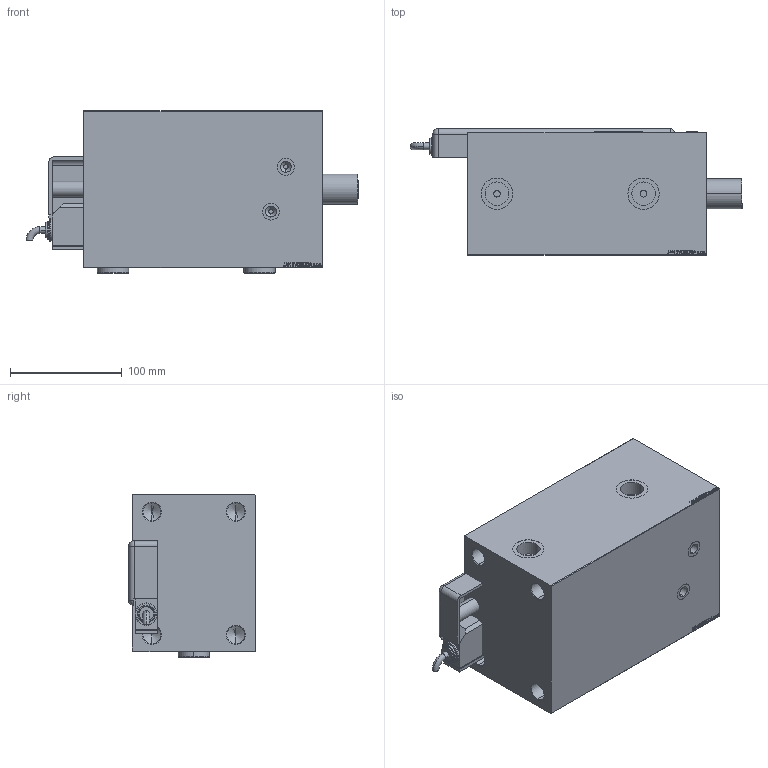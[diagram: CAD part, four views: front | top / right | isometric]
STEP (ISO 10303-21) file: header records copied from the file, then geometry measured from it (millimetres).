
FILE_DESCRIPTION (( 'STEP AP203' ), '1' );
FILE_NAME ('83c6.STEP', '2021-08-27T10:23:56', ( '' ), ( '' ), 'SwSTEP 2.0', 'SolidWorks 2019', '' );
FILE_SCHEMA (( 'CONFIG_CONTROL_DESIGN' ));
Length unit declared in the file: millimetre
Products named in the file (13): SWITCH Q c7bed851a4531e228d2bc809e09a1b5a; V450CM_MALE_METRIC c7bed851a4531e228d2bc809e09a1b5a; SWITCH_Q_FRONT_BACK c7bed851a4531e228d2bc809e09a1b5a; PLUG c7bed851a4531e228d2bc809e09a1b5a; KRYT c7bed851a4531e228d2bc809e09a1b5a; NUT_D13 c7bed851a4531e228d2bc809e09a1b5a; TYC c7bed851a4531e228d2bc809e09a1b5a; MAGNETIC SWITCH Q c7bed851a4531e228d2bc809e09a1b5a; SWITCH DIM A_G c7bed851a4531e228d2bc809e09a1b5a; V450CP_B c7bed851a4531e228d2bc809e09a1b5a; NUT_D19 c7bed851a4531e228d2bc809e09a1b5a; ZARAZKA_Q c7bed851a4531e228d2bc809e09a1b5a; 83c6
Assembly tree (14 placements, depth 3):
  83c6
    V450CP_B c7bed851a4531e228d2bc809e09a1b5a
    MAGNETIC SWITCH Q c7bed851a4531e228d2bc809e09a1b5a
      SWITCH_Q_FRONT_BACK c7bed851a4531e228d2bc809e09a1b5a
      TYC c7bed851a4531e228d2bc809e09a1b5a
      ZARAZKA_Q c7bed851a4531e228d2bc809e09a1b5a
      SWITCH DIM A_G c7bed851a4531e228d2bc809e09a1b5a
      NUT_D19 c7bed851a4531e228d2bc809e09a1b5a
      NUT_D13 c7bed851a4531e228d2bc809e09a1b5a
      KRYT c7bed851a4531e228d2bc809e09a1b5a
      SWITCH Q c7bed851a4531e228d2bc809e09a1b5a  x2
    PLUG c7bed851a4531e228d2bc809e09a1b5a  x2
    V450CM_MALE_METRIC c7bed851a4531e228d2bc809e09a1b5a
Bounding box: 296.76 x 113.3 x 144.9 mm (x, y, z)
Volume: 2457558 mm3; surface area: 296829.8 mm2
Topology: 14 solids, 14 shells, 1305 faces, 3288 edges, 2148 vertices
Faces by surface type: plane 633, bspline 471, cylinder 121, cone 50, torus 28, sphere 2
Entity records: 60851 total; most frequent: CARTESIAN_POINT 32463, ORIENTED_EDGE 6272, DIRECTION 4048, EDGE_CURVE 3136, VERTEX_POINT 2064, LINE 1882, VECTOR 1882, EDGE_LOOP 1418
